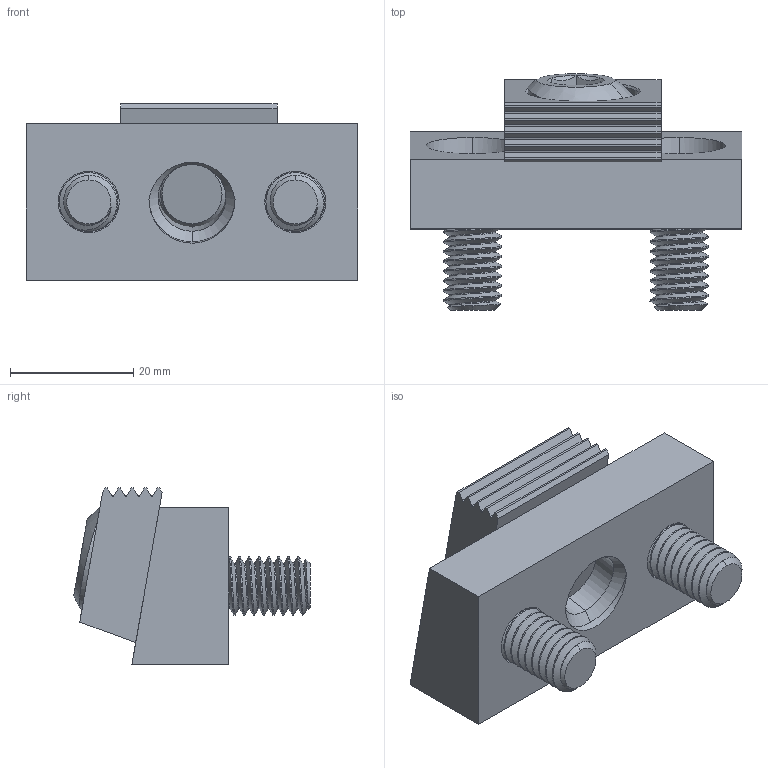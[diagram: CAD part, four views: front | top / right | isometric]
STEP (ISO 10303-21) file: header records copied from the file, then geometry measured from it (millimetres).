
FILE_DESCRIPTION (( 'STEP AP214' ), '1' );
FILE_NAME ('24108.STEP', '2017-09-28T16:25:29', ( 'Mike W' ), ( '' ), 'SwSTEP 2.0', 'SolidWorks 2017', '' );
FILE_SCHEMA (( 'AUTOMOTIVE_DESIGN' ));
Length unit declared in the file: inch
Products named in the file (5): 21016_21016; 241081_241081; 24108; 381634 LHCS_381634 LHCS; 10372_10372
Assembly tree (5 placements, depth 2):
  24108
    241081_241081
    21016_21016
    10372_10372
    381634 LHCS_381634 LHCS  x2
Bounding box: 53.85 x 38.4 x 28.64 mm (x, y, z)
Volume: 22888.4 mm3; surface area: 12782.6 mm2
Topology: 5 solids, 5 shells, 195 faces, 478 edges, 302 vertices
Faces by surface type: cylinder 85, plane 59, cone 40, bspline 9, sphere 2
Entity records: 8102 total; most frequent: CARTESIAN_POINT 4700, ORIENTED_EDGE 710, DIRECTION 605, EDGE_CURVE 355, VERTEX_POINT 225, AXIS2_PLACEMENT_3D 221, VECTOR 163, LINE 163
